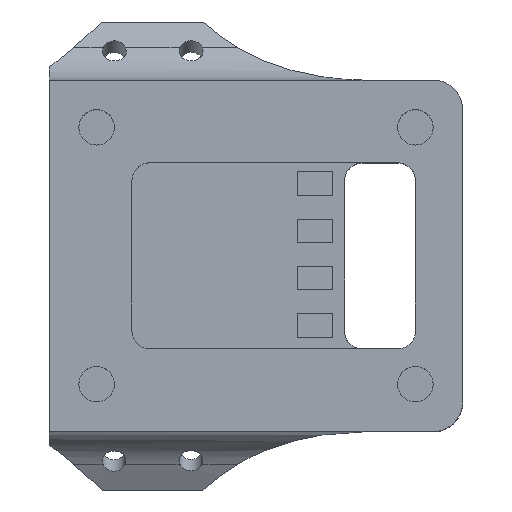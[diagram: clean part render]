
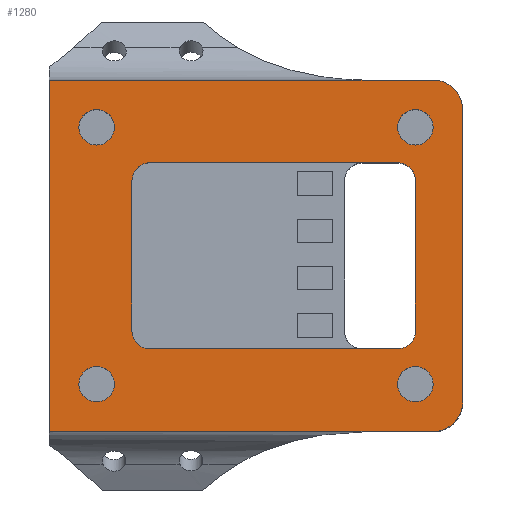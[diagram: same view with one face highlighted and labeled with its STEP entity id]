
A CAD part, top view. The second image highlights one B-rep face of the part: STEP entity #1280.
In plain terms, the highlighted planar face has unit normal (0, 0, 1).
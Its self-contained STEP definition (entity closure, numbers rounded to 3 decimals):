
#33=FACE_BOUND('',#232,.T.);
#34=FACE_BOUND('',#233,.T.);
#35=FACE_BOUND('',#234,.T.);
#36=FACE_BOUND('',#235,.T.);
#37=FACE_BOUND('',#236,.T.);
#47=CIRCLE('',#1344,3.);
#48=CIRCLE('',#1347,3.);
#49=CIRCLE('',#1350,3.);
#52=CIRCLE('',#1355,3.);
#53=CIRCLE('',#1372,3.);
#55=CIRCLE('',#1376,3.);
#57=CIRCLE('',#1380,3.);
#59=CIRCLE('',#1384,3.);
#63=CIRCLE('',#1392,5.);
#64=CIRCLE('',#1395,5.);
#100=PLANE('',#1396);
#161=FACE_OUTER_BOUND('',#231,.T.);
#231=EDGE_LOOP('',(#1178,#1179,#1180,#1181,#1182,#1183));
#232=EDGE_LOOP('',(#1184,#1185,#1186,#1187,#1188,#1189,#1190,#1191));
#233=EDGE_LOOP('',(#1192));
#234=EDGE_LOOP('',(#1193));
#235=EDGE_LOOP('',(#1194));
#236=EDGE_LOOP('',(#1195));
#242=LINE('',#1788,#354);
#251=LINE('',#2004,#363);
#271=LINE('',#2256,#383);
#276=LINE('',#2281,#388);
#284=LINE('',#2317,#396);
#290=LINE('',#2341,#402);
#293=LINE('',#2360,#405);
#347=LINE('',#2519,#459);
#354=VECTOR('',#1422,10.);
#363=VECTOR('',#1453,10.);
#383=VECTOR('',#1515,10.);
#388=VECTOR('',#1526,10.);
#396=VECTOR('',#1550,10.);
#402=VECTOR('',#1562,10.);
#405=VECTOR('',#1573,10.);
#459=VECTOR('',#1709,10.);
#520=VERTEX_POINT('',#1785);
#521=VERTEX_POINT('',#1787);
#544=VERTEX_POINT('',#2001);
#545=VERTEX_POINT('',#2003);
#572=VERTEX_POINT('',#2278);
#573=VERTEX_POINT('',#2280);
#581=VERTEX_POINT('',#2310);
#582=VERTEX_POINT('',#2312);
#583=VERTEX_POINT('',#2316);
#585=VERTEX_POINT('',#2322);
#586=VERTEX_POINT('',#2323);
#589=VERTEX_POINT('',#2344);
#623=VERTEX_POINT('',#2460);
#625=VERTEX_POINT('',#2467);
#627=VERTEX_POINT('',#2474);
#629=VERTEX_POINT('',#2481);
#633=VERTEX_POINT('',#2514);
#634=VERTEX_POINT('',#2518);
#648=EDGE_CURVE('',#521,#520,#242,.T.);
#676=EDGE_CURVE('',#545,#544,#251,.T.);
#716=EDGE_CURVE('',#544,#521,#271,.F.);
#723=EDGE_CURVE('',#573,#572,#276,.T.);
#734=EDGE_CURVE('',#581,#582,#47,.T.);
#736=EDGE_CURVE('',#583,#582,#284,.T.);
#739=EDGE_CURVE('',#585,#586,#48,.T.);
#744=EDGE_CURVE('',#581,#586,#290,.F.);
#746=EDGE_CURVE('',#573,#589,#49,.T.);
#750=EDGE_CURVE('',#585,#589,#293,.F.);
#752=EDGE_CURVE('',#583,#572,#52,.T.);
#801=EDGE_CURVE('',#623,#623,#53,.F.);
#804=EDGE_CURVE('',#625,#625,#55,.F.);
#807=EDGE_CURVE('',#627,#627,#57,.F.);
#810=EDGE_CURVE('',#629,#629,#59,.F.);
#817=EDGE_CURVE('',#520,#633,#63,.T.);
#819=EDGE_CURVE('',#633,#634,#347,.T.);
#821=EDGE_CURVE('',#634,#545,#64,.T.);
#1178=ORIENTED_EDGE('',*,*,#817,.T.);
#1179=ORIENTED_EDGE('',*,*,#819,.T.);
#1180=ORIENTED_EDGE('',*,*,#821,.T.);
#1181=ORIENTED_EDGE('',*,*,#676,.T.);
#1182=ORIENTED_EDGE('',*,*,#716,.T.);
#1183=ORIENTED_EDGE('',*,*,#648,.T.);
#1184=ORIENTED_EDGE('',*,*,#744,.T.);
#1185=ORIENTED_EDGE('',*,*,#739,.F.);
#1186=ORIENTED_EDGE('',*,*,#750,.T.);
#1187=ORIENTED_EDGE('',*,*,#746,.F.);
#1188=ORIENTED_EDGE('',*,*,#723,.T.);
#1189=ORIENTED_EDGE('',*,*,#752,.F.);
#1190=ORIENTED_EDGE('',*,*,#736,.T.);
#1191=ORIENTED_EDGE('',*,*,#734,.F.);
#1192=ORIENTED_EDGE('',*,*,#801,.T.);
#1193=ORIENTED_EDGE('',*,*,#804,.T.);
#1194=ORIENTED_EDGE('',*,*,#807,.T.);
#1195=ORIENTED_EDGE('',*,*,#810,.T.);
#1280=ADVANCED_FACE('',(#161,#33,#34,#35,#36,#37),#100,.T.);
#1344=AXIS2_PLACEMENT_3D('',#2313,#1545,#1546);
#1347=AXIS2_PLACEMENT_3D('',#2324,#1555,#1556);
#1350=AXIS2_PLACEMENT_3D('',#2345,#1566,#1567);
#1355=AXIS2_PLACEMENT_3D('',#2363,#1578,#1579);
#1372=AXIS2_PLACEMENT_3D('',#2461,#1660,#1661);
#1376=AXIS2_PLACEMENT_3D('',#2468,#1669,#1670);
#1380=AXIS2_PLACEMENT_3D('',#2475,#1678,#1679);
#1384=AXIS2_PLACEMENT_3D('',#2482,#1687,#1688);
#1392=AXIS2_PLACEMENT_3D('',#2515,#1704,#1705);
#1395=AXIS2_PLACEMENT_3D('',#2522,#1713,#1714);
#1396=AXIS2_PLACEMENT_3D('',#2523,#1715,#1716);
#1422=DIRECTION('',(1.,0.,0.));
#1453=DIRECTION('',(-1.,0.,0.));
#1515=DIRECTION('',(0.,1.,0.));
#1526=DIRECTION('',(-1.,0.,0.));
#1545=DIRECTION('center_axis',(0.,0.,1.));
#1546=DIRECTION('ref_axis',(-0.707,0.707,0.));
#1550=DIRECTION('',(0.,1.,0.));
#1555=DIRECTION('center_axis',(0.,0.,1.));
#1556=DIRECTION('ref_axis',(0.707,0.707,0.));
#1562=DIRECTION('',(-1.,0.,0.));
#1566=DIRECTION('center_axis',(0.,0.,1.));
#1567=DIRECTION('ref_axis',(0.707,-0.707,0.));
#1573=DIRECTION('',(0.,1.,0.));
#1578=DIRECTION('center_axis',(0.,0.,1.));
#1579=DIRECTION('ref_axis',(-0.707,-0.707,0.));
#1660=DIRECTION('center_axis',(0.,0.,1.));
#1661=DIRECTION('ref_axis',(1.,0.,0.));
#1669=DIRECTION('center_axis',(0.,0.,1.));
#1670=DIRECTION('ref_axis',(1.,0.,0.));
#1678=DIRECTION('center_axis',(0.,0.,1.));
#1679=DIRECTION('ref_axis',(1.,0.,0.));
#1687=DIRECTION('center_axis',(0.,0.,1.));
#1688=DIRECTION('ref_axis',(1.,0.,0.));
#1704=DIRECTION('center_axis',(0.,0.,1.));
#1705=DIRECTION('ref_axis',(0.707,-0.707,0.));
#1709=DIRECTION('',(0.,1.,0.));
#1713=DIRECTION('center_axis',(0.,0.,1.));
#1714=DIRECTION('ref_axis',(0.707,0.707,0.));
#1715=DIRECTION('center_axis',(0.,0.,1.));
#1716=DIRECTION('ref_axis',(1.,0.,0.));
#1785=CARTESIAN_POINT('',(-63.864,-30.871,237.289));
#1787=CARTESIAN_POINT('',(-128.864,-30.871,237.289));
#1788=CARTESIAN_POINT('',(-93.864,-30.871,237.289));
#2001=CARTESIAN_POINT('',(-128.864,28.63,237.289));
#2003=CARTESIAN_POINT('',(-63.864,28.63,237.289));
#2004=CARTESIAN_POINT('',(-93.864,28.63,237.289));
#2256=CARTESIAN_POINT('',(-128.864,-1.12,237.289));
#2278=CARTESIAN_POINT('',(-111.864,-16.871,237.289));
#2280=CARTESIAN_POINT('',(-69.864,-16.871,237.289));
#2281=CARTESIAN_POINT('',(-104.364,-16.871,237.289));
#2310=CARTESIAN_POINT('',(-111.864,14.63,237.289));
#2312=CARTESIAN_POINT('',(-114.864,11.63,237.289));
#2313=CARTESIAN_POINT('Origin',(-111.864,11.63,237.289));
#2316=CARTESIAN_POINT('',(-114.864,-13.871,237.289));
#2317=CARTESIAN_POINT('',(-114.864,6.755,237.289));
#2322=CARTESIAN_POINT('',(-66.864,11.63,237.289));
#2323=CARTESIAN_POINT('',(-69.864,14.63,237.289));
#2324=CARTESIAN_POINT('Origin',(-69.864,11.63,237.289));
#2341=CARTESIAN_POINT('',(-86.364,14.63,237.289));
#2344=CARTESIAN_POINT('',(-66.864,-13.871,237.289));
#2345=CARTESIAN_POINT('Origin',(-69.864,-13.871,237.289));
#2360=CARTESIAN_POINT('',(-66.864,6.755,237.289));
#2363=CARTESIAN_POINT('Origin',(-111.864,-13.871,237.289));
#2460=CARTESIAN_POINT('',(-123.864,-22.871,237.289));
#2461=CARTESIAN_POINT('Origin',(-120.864,-22.871,237.289));
#2467=CARTESIAN_POINT('',(-123.864,20.63,237.289));
#2468=CARTESIAN_POINT('Origin',(-120.864,20.63,237.289));
#2474=CARTESIAN_POINT('',(-69.864,20.63,237.289));
#2475=CARTESIAN_POINT('Origin',(-66.864,20.63,237.289));
#2481=CARTESIAN_POINT('',(-69.864,-22.871,237.289));
#2482=CARTESIAN_POINT('Origin',(-66.864,-22.871,237.289));
#2514=CARTESIAN_POINT('',(-58.864,-25.871,237.289));
#2515=CARTESIAN_POINT('Origin',(-63.864,-25.871,237.289));
#2518=CARTESIAN_POINT('',(-58.864,23.63,237.289));
#2519=CARTESIAN_POINT('',(-58.864,-1.12,237.289));
#2522=CARTESIAN_POINT('Origin',(-63.864,23.63,237.289));
#2523=CARTESIAN_POINT('Origin',(-93.863,-1.12,237.289));
